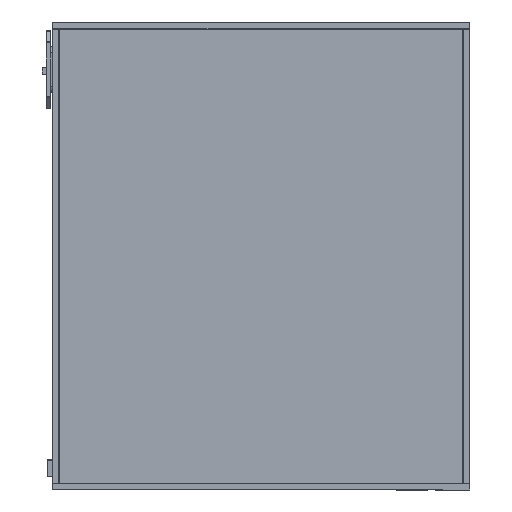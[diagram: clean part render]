
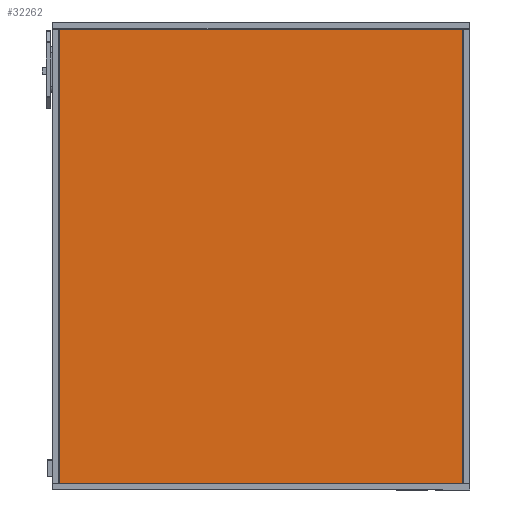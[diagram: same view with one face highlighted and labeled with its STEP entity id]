
A CAD part, front view. The second image highlights one B-rep face of the part: STEP entity #32262.
In plain terms, the highlighted planar face has unit normal (0, -1, 0).
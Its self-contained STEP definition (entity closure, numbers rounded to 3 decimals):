
#1892=PLANE('',#34601);
#3482=FACE_OUTER_BOUND('',#5295,.T.);
#5295=EDGE_LOOP('',(#29351,#29352,#29353,#29354));
#8979=LINE('',#52530,#12687);
#8980=LINE('',#52532,#12688);
#8981=LINE('',#52534,#12689);
#8982=LINE('',#52535,#12690);
#12687=VECTOR('',#42561,10.);
#12688=VECTOR('',#42562,10.);
#12689=VECTOR('',#42563,10.);
#12690=VECTOR('',#42564,10.);
#16512=VERTEX_POINT('',#52528);
#16513=VERTEX_POINT('',#52529);
#16514=VERTEX_POINT('',#52531);
#16515=VERTEX_POINT('',#52533);
#20981=EDGE_CURVE('',#16512,#16513,#8979,.T.);
#20982=EDGE_CURVE('',#16514,#16512,#8980,.T.);
#20983=EDGE_CURVE('',#16515,#16514,#8981,.T.);
#20984=EDGE_CURVE('',#16513,#16515,#8982,.T.);
#29351=ORIENTED_EDGE('',*,*,#20981,.F.);
#29352=ORIENTED_EDGE('',*,*,#20982,.F.);
#29353=ORIENTED_EDGE('',*,*,#20983,.F.);
#29354=ORIENTED_EDGE('',*,*,#20984,.F.);
#32262=ADVANCED_FACE('',(#3482),#1892,.F.);
#34601=AXIS2_PLACEMENT_3D('',#52527,#42559,#42560);
#42559=DIRECTION('center_axis',(0.,1.,0.));
#42560=DIRECTION('ref_axis',(0.,0.,1.));
#42561=DIRECTION('',(0.,0.,-1.));
#42562=DIRECTION('',(1.,0.,0.));
#42563=DIRECTION('',(0.,0.,1.));
#42564=DIRECTION('',(-1.,0.,0.));
#52527=CARTESIAN_POINT('Origin',(405.306,-66.718,259.721));
#52528=CARTESIAN_POINT('',(535.306,-66.718,408.221));
#52529=CARTESIAN_POINT('',(535.306,-66.718,115.821));
#52530=CARTESIAN_POINT('',(535.306,-66.718,300.971));
#52531=CARTESIAN_POINT('',(275.306,-66.718,408.221));
#52532=CARTESIAN_POINT('',(340.306,-66.718,408.221));
#52533=CARTESIAN_POINT('',(275.306,-66.718,115.821));
#52534=CARTESIAN_POINT('',(275.306,-66.718,218.471));
#52535=CARTESIAN_POINT('',(470.306,-66.718,115.821));
